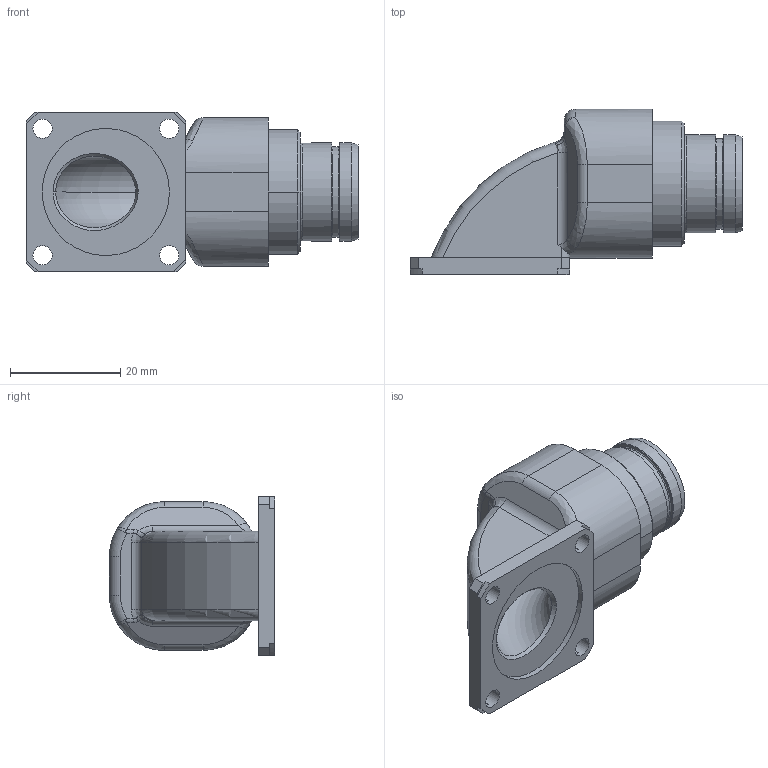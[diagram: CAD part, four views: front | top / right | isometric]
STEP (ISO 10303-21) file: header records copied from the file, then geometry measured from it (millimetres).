
FILE_DESCRIPTION((''),'2;1');
FILE_NAME('1332EC212FZ','2024-07-26T11:46:30',('paultorloting'),('NET AG system integration'),'CREO PARAMETRIC BY PTC INC, 2021404','CREO PARAMETRIC BY PTC INC, 2021404','');
FILE_SCHEMA(('AUTOMOTIVE_DESIGN { 1 0 10303 214 1 1 1 1 }'));
Length unit declared in the file: millimetre
Products named in the file (1): 1332EC212FZ
Bounding box: 60.3 x 30 x 29 mm (x, y, z)
Volume: 15151.8 mm3; surface area: 12551 mm2
Topology: 1 solids, 1 shells, 1355 faces, 3433 edges, 2187 vertices
Faces by surface type: plane 621, cylinder 322, cone 261, torus 129, bspline 22
Entity records: 52678 total; most frequent: CARTESIAN_POINT 10596, DIRECTION 6844, ORIENTED_EDGE 6818, EDGE_CURVE 3409, AXIS2_PLACEMENT_3D 2597, VERTEX_POINT 2188, VECTOR 1647, LINE 1647
